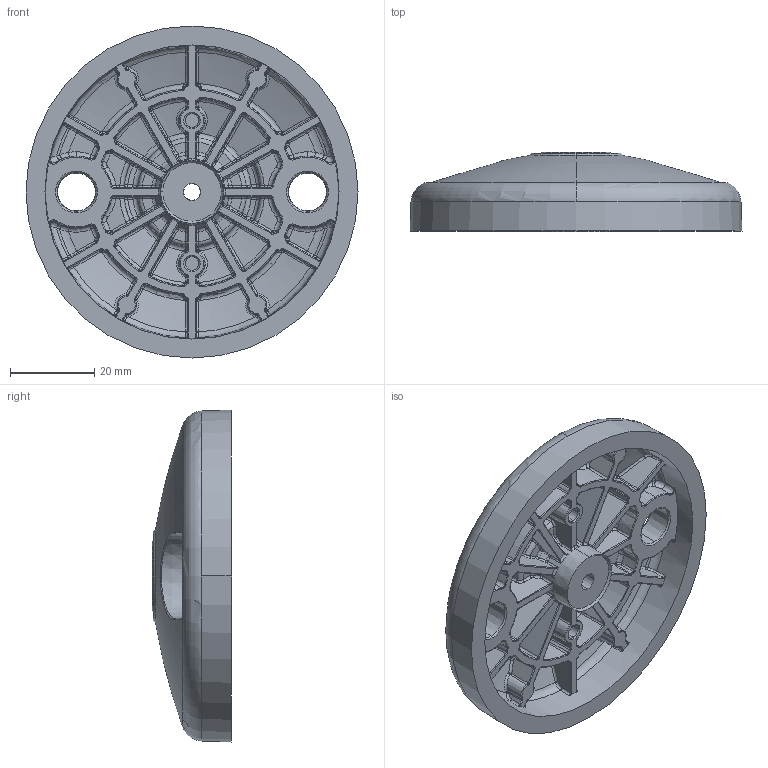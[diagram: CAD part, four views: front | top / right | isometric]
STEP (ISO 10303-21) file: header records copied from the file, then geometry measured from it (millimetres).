
FILE_DESCRIPTION (( 'STEP AP203' ), '1' );
FILE_NAME ('403538934_c_1.STEP', '2023-02-26T03:50:29', ( '' ), ( '' ), 'SwSTEP 2.0', 'SolidWorks 2014', '' );
FILE_SCHEMA (( 'CONFIG_CONTROL_DESIGN' ));
Products named in the file (1): 403538934_c_1
Bounding box: 79 x 19 x 79 mm (x, y, z)
Volume: 31677.2 mm3; surface area: 21603.1 mm2
Topology: 2 solids, 2 shells, 1310 faces, 3114 edges, 1785 vertices
Faces by surface type: bspline 659, torus 252, cone 131, cylinder 98, plane 91, sphere 79
Entity records: 54481 total; most frequent: CARTESIAN_POINT 29159, ORIENTED_EDGE 6156, DIRECTION 4251, EDGE_CURVE 3078, AXIS2_PLACEMENT_3D 1928, VERTEX_POINT 1777, B_SPLINE_CURVE_WITH_KNOTS 1376, EDGE_LOOP 1323
